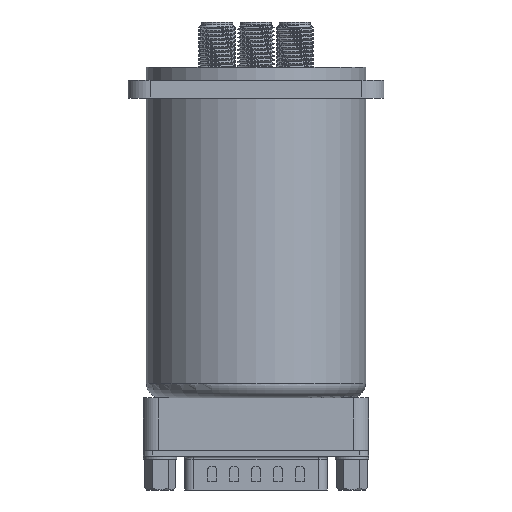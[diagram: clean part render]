
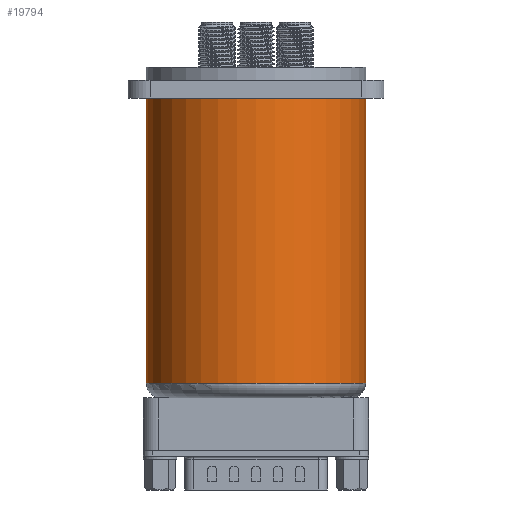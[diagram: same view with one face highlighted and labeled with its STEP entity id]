
A CAD part, front view. The second image highlights one B-rep face of the part: STEP entity #19794.
In plain terms, the highlighted cylindrical face has radius 19.05 mm (diameter 38.1 mm), a partial arc.
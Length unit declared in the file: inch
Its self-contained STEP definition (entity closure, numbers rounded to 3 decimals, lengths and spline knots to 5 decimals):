
#875 = CIRCLE ( 'NONE', #41645, 0.75 ) ;
#1806 = CIRCLE ( 'NONE', #23167, 0.75 ) ;
#3379 = ORIENTED_EDGE ( 'NONE', *, *, #27244, .F. ) ;
#5098 = CYLINDRICAL_SURFACE ( 'NONE', #6201, 0.75 ) ;
#5711 = CARTESIAN_POINT ( 'NONE',  ( 0.75, 0., -2.16 ) ) ;
#5985 = ORIENTED_EDGE ( 'NONE', *, *, #23118, .F. ) ;
#6201 = AXIS2_PLACEMENT_3D ( 'NONE', #40995, #18418, #25090 ) ;
#7109 = LINE ( 'NONE', #11818, #14219 ) ;
#11818 = CARTESIAN_POINT ( 'NONE',  ( 0.75, 0., -2.26 ) ) ;
#12088 = DIRECTION ( 'NONE',  ( 0., 0., 1. ) ) ;
#12690 = CARTESIAN_POINT ( 'NONE',  ( 0.75, 0., -0.21 ) ) ;
#13013 = EDGE_CURVE ( 'NONE', #38741, #34598, #1806, .T. ) ;
#14210 = VERTEX_POINT ( 'NONE', #24823 ) ;
#14219 = VECTOR ( 'NONE', #12088, 39.37008 ) ;
#16366 = EDGE_LOOP ( 'NONE', ( #3379, #21624, #37272, #5985 ) ) ;
#16887 = CARTESIAN_POINT ( 'NONE',  ( -0.75, 0., -2.26 ) ) ;
#18418 = DIRECTION ( 'NONE',  ( 0., 0., 1. ) ) ;
#19794 = ADVANCED_FACE ( 'NONE', ( #35073 ), #5098, .T. ) ;
#21005 = DIRECTION ( 'NONE',  ( 0., 0., 1. ) ) ;
#21141 = DIRECTION ( 'NONE',  ( -1., 0., 0. ) ) ;
#21550 = DIRECTION ( 'NONE',  ( 0., 0., 1. ) ) ;
#21624 = ORIENTED_EDGE ( 'NONE', *, *, #13013, .T. ) ;
#23118 = EDGE_CURVE ( 'NONE', #14210, #28082, #875, .T. ) ;
#23167 = AXIS2_PLACEMENT_3D ( 'NONE', #30362, #21005, #36759 ) ;
#24823 = CARTESIAN_POINT ( 'NONE',  ( -0.75, 0., -0.21 ) ) ;
#25090 = DIRECTION ( 'NONE',  ( 1., 0., 0. ) ) ;
#26716 = DIRECTION ( 'NONE',  ( 0., 0., 1. ) ) ;
#27244 = EDGE_CURVE ( 'NONE', #38741, #14210, #35792, .T. ) ;
#27932 = CARTESIAN_POINT ( 'NONE',  ( 0., 0., -0.21 ) ) ;
#28082 = VERTEX_POINT ( 'NONE', #12690 ) ;
#29764 = CARTESIAN_POINT ( 'NONE',  ( -0.75, 0., -2.16 ) ) ;
#30362 = CARTESIAN_POINT ( 'NONE',  ( 0., 0., -2.16 ) ) ;
#32579 = EDGE_CURVE ( 'NONE', #34598, #28082, #7109, .T. ) ;
#34598 = VERTEX_POINT ( 'NONE', #5711 ) ;
#35073 = FACE_OUTER_BOUND ( 'NONE', #16366, .T. ) ;
#35792 = LINE ( 'NONE', #16887, #39884 ) ;
#36759 = DIRECTION ( 'NONE',  ( 1., 0., 0. ) ) ;
#37272 = ORIENTED_EDGE ( 'NONE', *, *, #32579, .T. ) ;
#38741 = VERTEX_POINT ( 'NONE', #29764 ) ;
#39884 = VECTOR ( 'NONE', #26716, 39.37008 ) ;
#40995 = CARTESIAN_POINT ( 'NONE',  ( 0., 0., -2.26 ) ) ;
#41645 = AXIS2_PLACEMENT_3D ( 'NONE', #27932, #21550, #21141 ) ;
